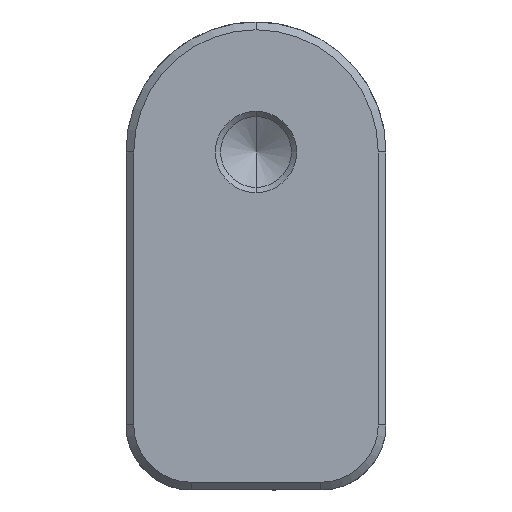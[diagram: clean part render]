
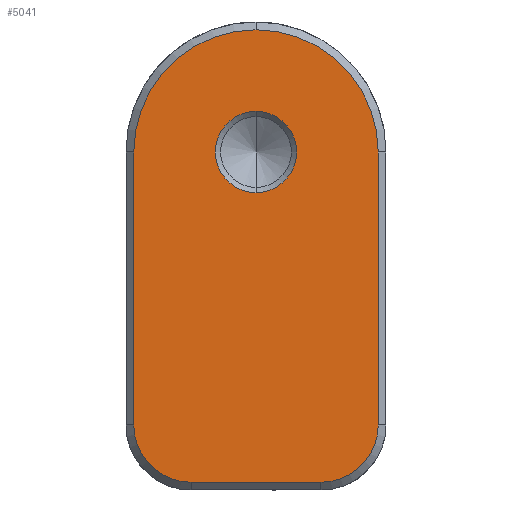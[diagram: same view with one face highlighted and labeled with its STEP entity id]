
A CAD part, front view. The second image highlights one B-rep face of the part: STEP entity #5041.
In plain terms, the highlighted planar face has unit normal (0, -1, 0).
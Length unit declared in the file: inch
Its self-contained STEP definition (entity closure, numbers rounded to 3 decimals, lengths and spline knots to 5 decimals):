
#677 = CARTESIAN_POINT ( 'NONE',  ( -3.88725, 0.4965, 1.69982 ) ) ;
#757 = CARTESIAN_POINT ( 'NONE',  ( -4.12225, 0.4965, 1.62182 ) ) ;
#883 = CARTESIAN_POINT ( 'NONE',  ( -3.88725, 0.4965, 1.54382 ) ) ;
#967 = DIRECTION ( 'NONE',  ( 0., 0., -1. ) ) ;
#968 = DIRECTION ( 'NONE',  ( 0., 1., 0. ) ) ;
#979 = AXIS2_PLACEMENT_3D ( 'NONE', #1023, #968, #967 ) ;
#1023 = CARTESIAN_POINT ( 'NONE',  ( -3.88725, 0.4965, 1.62182 ) ) ;
#1031 = CIRCLE ( 'NONE', #979, 0.078 ) ;
#4100 = EDGE_CURVE ( 'NONE', #4128, #5023, #5669, .T. ) ;
#4101 = ORIENTED_EDGE ( 'NONE', *, *, #4131, .T. ) ;
#4127 = VERTEX_POINT ( 'NONE', #5775 ) ;
#4128 = VERTEX_POINT ( 'NONE', #5778 ) ;
#4130 = ORIENTED_EDGE ( 'NONE', *, *, #4979, .T. ) ;
#4131 = EDGE_CURVE ( 'NONE', #4977, #4128, #5806, .T. ) ;
#4139 = VERTEX_POINT ( 'NONE', #5936 ) ;
#4925 = ORIENTED_EDGE ( 'NONE', *, *, #4985, .T. ) ;
#4937 = EDGE_LOOP ( 'NONE', ( #4925, #9861, #4974, #4950, #4130, #4101, #4991 ) ) ;
#4941 = EDGE_LOOP ( 'NONE', ( #5020, #4986 ) ) ;
#4945 = EDGE_CURVE ( 'NONE', #9691, #4139, #8926, .T. ) ;
#4950 = ORIENTED_EDGE ( 'NONE', *, *, #4975, .T. ) ;
#4952 = VERTEX_POINT ( 'NONE', #8904 ) ;
#4974 = ORIENTED_EDGE ( 'NONE', *, *, #4976, .T. ) ;
#4975 = EDGE_CURVE ( 'NONE', #4127, #4952, #9051, .T. ) ;
#4976 = EDGE_CURVE ( 'NONE', #4139, #4127, #9052, .T. ) ;
#4977 = VERTEX_POINT ( 'NONE', #9084 ) ;
#4979 = EDGE_CURVE ( 'NONE', #4952, #4977, #9073, .T. ) ;
#4985 = EDGE_CURVE ( 'NONE', #5023, #9691, #9018, .T. ) ;
#4986 = ORIENTED_EDGE ( 'NONE', *, *, #5038, .T. ) ;
#4991 = ORIENTED_EDGE ( 'NONE', *, *, #4100, .T. ) ;
#5020 = ORIENTED_EDGE ( 'NONE', *, *, #9794, .T. ) ;
#5023 = VERTEX_POINT ( 'NONE', #9259 ) ;
#5038 = EDGE_CURVE ( 'NONE', #9619, #9754, #9179, .T. ) ;
#5041 = ADVANCED_FACE ( 'NONE', ( #9203, #9162 ), #9209, .T. ) ;
#5668 = CARTESIAN_POINT ( 'NONE',  ( -3.88725, 0.4965, 1.62182 ) ) ;
#5669 = CIRCLE ( 'NONE', #5681, 0.235 ) ;
#5679 = DIRECTION ( 'NONE',  ( 0., 0., -1. ) ) ;
#5680 = DIRECTION ( 'NONE',  ( 0., -1., 0. ) ) ;
#5681 = AXIS2_PLACEMENT_3D ( 'NONE', #5668, #5680, #5679 ) ;
#5769 = DIRECTION ( 'NONE',  ( 0., 0., 1. ) ) ;
#5770 = CARTESIAN_POINT ( 'NONE',  ( -3.65225, 0.4965, 1.62182 ) ) ;
#5775 = CARTESIAN_POINT ( 'NONE',  ( -4.01225, 0.4965, 0.98682 ) ) ;
#5778 = CARTESIAN_POINT ( 'NONE',  ( -3.65225, 0.4965, 1.62182 ) ) ;
#5806 = LINE ( 'NONE', #5770, #5869 ) ;
#5869 = VECTOR ( 'NONE', #5769, 39.37008 ) ;
#5936 = CARTESIAN_POINT ( 'NONE',  ( -4.12225, 0.4965, 1.09682 ) ) ;
#8904 = CARTESIAN_POINT ( 'NONE',  ( -3.76225, 0.4965, 0.98682 ) ) ;
#8906 = DIRECTION ( 'NONE',  ( 0., 0., -1. ) ) ;
#8923 = CARTESIAN_POINT ( 'NONE',  ( -4.12225, 0.4965, 1.09682 ) ) ;
#8925 = VECTOR ( 'NONE', #8906, 39.37008 ) ;
#8926 = LINE ( 'NONE', #8923, #8925 ) ;
#9018 = CIRCLE ( 'NONE', #9093, 0.235 ) ;
#9019 = DIRECTION ( 'NONE',  ( 0., 0., -1. ) ) ;
#9020 = DIRECTION ( 'NONE',  ( 0., -1., 0. ) ) ;
#9021 = CARTESIAN_POINT ( 'NONE',  ( -3.76225, 0.4965, 1.09682 ) ) ;
#9051 = LINE ( 'NONE', #9083, #9086 ) ;
#9052 = CIRCLE ( 'NONE', #9076, 0.11 ) ;
#9073 = CIRCLE ( 'NONE', #9082, 0.11 ) ;
#9076 = AXIS2_PLACEMENT_3D ( 'NONE', #9080, #9079, #9078 ) ;
#9078 = DIRECTION ( 'NONE',  ( 0., 0., -1. ) ) ;
#9079 = DIRECTION ( 'NONE',  ( 0., -1., 0. ) ) ;
#9080 = CARTESIAN_POINT ( 'NONE',  ( -4.01225, 0.4965, 1.09682 ) ) ;
#9082 = AXIS2_PLACEMENT_3D ( 'NONE', #9021, #9020, #9019 ) ;
#9083 = CARTESIAN_POINT ( 'NONE',  ( -3.76225, 0.4965, 0.98682 ) ) ;
#9084 = CARTESIAN_POINT ( 'NONE',  ( -3.65225, 0.4965, 1.09682 ) ) ;
#9085 = DIRECTION ( 'NONE',  ( 1., 0., 0. ) ) ;
#9086 = VECTOR ( 'NONE', #9085, 39.37008 ) ;
#9090 = DIRECTION ( 'NONE',  ( 0., 0., -1. ) ) ;
#9091 = DIRECTION ( 'NONE',  ( 0., -1., 0. ) ) ;
#9092 = CARTESIAN_POINT ( 'NONE',  ( -3.88725, 0.4965, 1.62182 ) ) ;
#9093 = AXIS2_PLACEMENT_3D ( 'NONE', #9092, #9091, #9090 ) ;
#9162 = FACE_OUTER_BOUND ( 'NONE', #4937, .T. ) ;
#9179 = CIRCLE ( 'NONE', #9212, 0.078 ) ;
#9203 = FACE_BOUND ( 'NONE', #4941, .T. ) ;
#9209 = PLANE ( 'NONE',  #9216 ) ;
#9210 = DIRECTION ( 'NONE',  ( 0., 0., -1. ) ) ;
#9211 = DIRECTION ( 'NONE',  ( 0., 1., 0. ) ) ;
#9212 = AXIS2_PLACEMENT_3D ( 'NONE', #9221, #9211, #9210 ) ;
#9216 = AXIS2_PLACEMENT_3D ( 'NONE', #9241, #9240, #9239 ) ;
#9221 = CARTESIAN_POINT ( 'NONE',  ( -3.88725, 0.4965, 1.62182 ) ) ;
#9239 = DIRECTION ( 'NONE',  ( 0., 0., -1. ) ) ;
#9240 = DIRECTION ( 'NONE',  ( 0., -1., 0. ) ) ;
#9241 = CARTESIAN_POINT ( 'NONE',  ( -3.63725, 0.4965, 1.87182 ) ) ;
#9259 = CARTESIAN_POINT ( 'NONE',  ( -3.88725, 0.4965, 1.85682 ) ) ;
#9619 = VERTEX_POINT ( 'NONE', #677 ) ;
#9691 = VERTEX_POINT ( 'NONE', #757 ) ;
#9754 = VERTEX_POINT ( 'NONE', #883 ) ;
#9794 = EDGE_CURVE ( 'NONE', #9754, #9619, #1031, .T. ) ;
#9861 = ORIENTED_EDGE ( 'NONE', *, *, #4945, .T. ) ;
